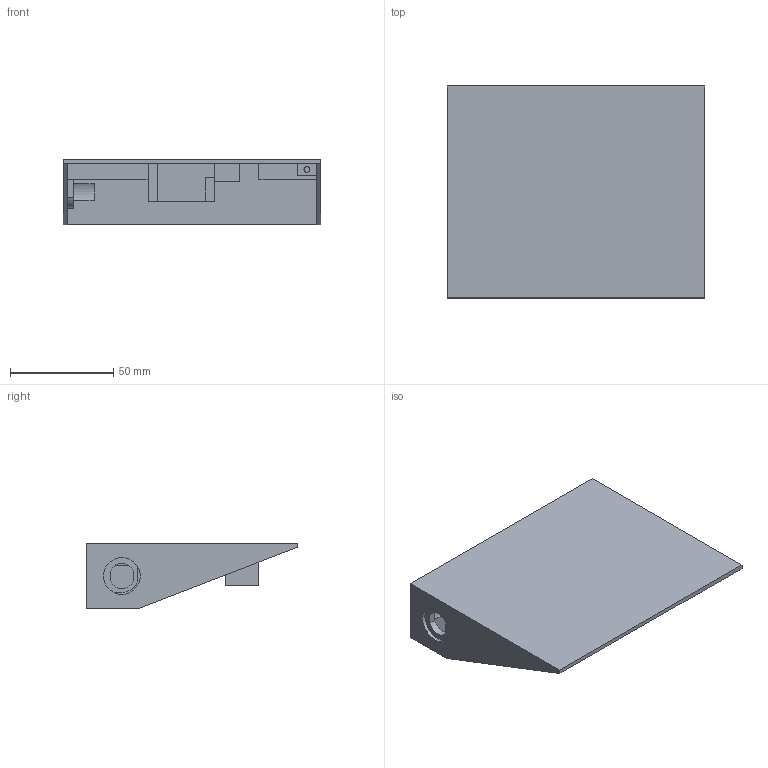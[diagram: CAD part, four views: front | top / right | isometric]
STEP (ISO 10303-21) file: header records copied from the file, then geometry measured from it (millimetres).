
FILE_DESCRIPTION(/* description */ (''),/* implementation_level */ '2;1');
FILE_NAME(/* name */ 'Electronics.step',/* time_stamp */ '2024-03-23T21:21:45+09:00',/* author */ (''),/* organization */ (''),/* preprocessor_version */ 'ST-DEVELOPER v20',/* originating_system */ 'Autodesk Translation Framework v12.20.1.177',/* authorisation */ '');
FILE_SCHEMA (('AUTOMOTIVE_DESIGN { 1 0 10303 214 3 1 1 }'));
Length unit declared in the file: millimetre
Products named in the file (1): Electronics
Bounding box: 125 x 102.9 x 32 mm (x, y, z)
Volume: 82748.2 mm3; surface area: 46724.3 mm2
Topology: 1 solids, 1 shells, 83 faces, 202 edges, 134 vertices
Faces by surface type: plane 62, cylinder 21
Full cylindrical faces by diameter (mm): 1.8 x2, 1.9 x3, 2.8 x8, 17.8 x1
Entity records: 2474 total; most frequent: CARTESIAN_POINT 420, DIRECTION 412, ORIENTED_EDGE 404, EDGE_CURVE 202, LINE 160, VECTOR 160, VERTEX_POINT 134, AXIS2_PLACEMENT_3D 126
